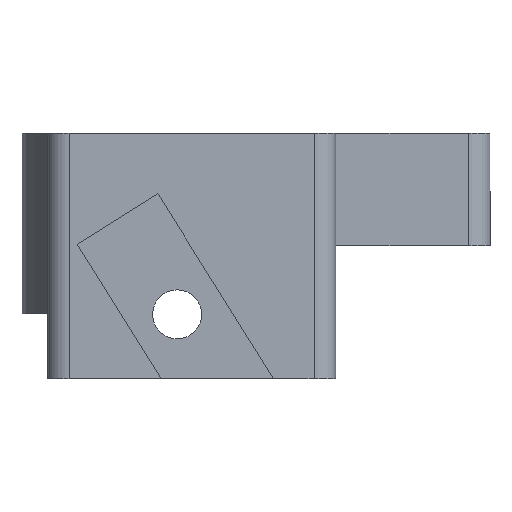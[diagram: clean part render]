
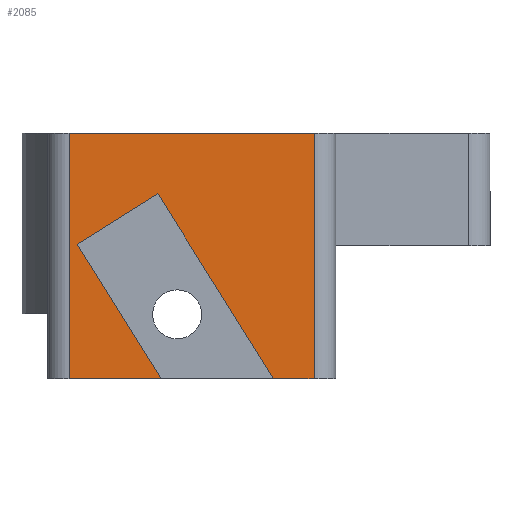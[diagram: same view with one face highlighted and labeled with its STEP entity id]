
A CAD part, left-side view. The second image highlights one B-rep face of the part: STEP entity #2085.
In plain terms, the highlighted planar face has unit normal (-1, 0, 0).
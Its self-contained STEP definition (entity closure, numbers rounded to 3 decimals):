
#11 = CARTESIAN_POINT ( 'NONE',  ( -28., 12.334, 12.812 ) ) ;
#108 = VERTEX_POINT ( 'NONE', #949 ) ;
#275 = DIRECTION ( 'NONE',  ( 0., -1., 0. ) ) ;
#283 = CARTESIAN_POINT ( 'NONE',  ( -28., 0., 0. ) ) ;
#391 = DIRECTION ( 'NONE',  ( 0., -1., 0. ) ) ;
#395 = CARTESIAN_POINT ( 'NONE',  ( -28., 0., 0. ) ) ;
#405 = VECTOR ( 'NONE', #391, 1000. ) ;
#454 = CARTESIAN_POINT ( 'NONE',  ( -28., 18.5, 17. ) ) ;
#520 = ORIENTED_EDGE ( 'NONE', *, *, #966, .F. ) ;
#527 = ORIENTED_EDGE ( 'NONE', *, *, #2490, .T. ) ;
#534 = ORIENTED_EDGE ( 'NONE', *, *, #904, .T. ) ;
#541 = ORIENTED_EDGE ( 'NONE', *, *, #2301, .F. ) ;
#546 = VERTEX_POINT ( 'NONE', #454 ) ;
#588 = LINE ( 'NONE', #395, #405 ) ;
#601 = ORIENTED_EDGE ( 'NONE', *, *, #783, .T. ) ;
#615 = ORIENTED_EDGE ( 'NONE', *, *, #1068, .F. ) ;
#623 = CARTESIAN_POINT ( 'NONE',  ( -28., 1.5, 0. ) ) ;
#624 = ORIENTED_EDGE ( 'NONE', *, *, #1118, .F. ) ;
#631 = VERTEX_POINT ( 'NONE', #623 ) ;
#691 = ORIENTED_EDGE ( 'NONE', *, *, #2422, .T. ) ;
#752 = VERTEX_POINT ( 'NONE', #1255 ) ;
#783 = EDGE_CURVE ( 'NONE', #631, #1775, #1431, .T. ) ;
#813 = FACE_OUTER_BOUND ( 'NONE', #976, .T. ) ;
#880 = VERTEX_POINT ( 'NONE', #1678 ) ;
#884 = VECTOR ( 'NONE', #275, 1000. ) ;
#887 = DIRECTION ( 'NONE',  ( 0., -1., 0. ) ) ;
#898 = CARTESIAN_POINT ( 'NONE',  ( -28., 0., 17. ) ) ;
#904 = EDGE_CURVE ( 'NONE', #546, #108, #1285, .T. ) ;
#949 = CARTESIAN_POINT ( 'NONE',  ( -28., 18.5, 0. ) ) ;
#966 = EDGE_CURVE ( 'NONE', #880, #752, #1282, .T. ) ;
#976 = EDGE_LOOP ( 'NONE', ( #691, #601, #541, #534, #527, #520, #615, #624 ) ) ;
#1068 = EDGE_CURVE ( 'NONE', #1131, #880, #1130, .T. ) ;
#1095 = VECTOR ( 'NONE', #2528, 1000. ) ;
#1102 = LINE ( 'NONE', #2310, #1095 ) ;
#1118 = EDGE_CURVE ( 'NONE', #1585, #1131, #1102, .T. ) ;
#1127 = VECTOR ( 'NONE', #2164, 1000. ) ;
#1130 = LINE ( 'NONE', #2228, #1127 ) ;
#1131 = VERTEX_POINT ( 'NONE', #11 ) ;
#1218 = VECTOR ( 'NONE', #1876, 1000. ) ;
#1255 = CARTESIAN_POINT ( 'NONE',  ( -28., 12.111, 0. ) ) ;
#1275 = VECTOR ( 'NONE', #1814, 1000. ) ;
#1282 = LINE ( 'NONE', #1870, #1218 ) ;
#1285 = LINE ( 'NONE', #1782, #1275 ) ;
#1326 = DIRECTION ( 'NONE',  ( 0., 0., 1. ) ) ;
#1373 = VECTOR ( 'NONE', #1326, 1000. ) ;
#1384 = CARTESIAN_POINT ( 'NONE',  ( -28., 1.5, 17. ) ) ;
#1431 = LINE ( 'NONE', #1384, #1373 ) ;
#1585 = VERTEX_POINT ( 'NONE', #2444 ) ;
#1649 = DIRECTION ( 'NONE',  ( 0., 0., -1. ) ) ;
#1651 = DIRECTION ( 'NONE',  ( 1., 0., 0. ) ) ;
#1653 = PLANE ( 'NONE',  #2068 ) ;
#1678 = CARTESIAN_POINT ( 'NONE',  ( -28., 17.931, 9.315 ) ) ;
#1680 = CARTESIAN_POINT ( 'NONE',  ( -28., 0., 17. ) ) ;
#1681 = VECTOR ( 'NONE', #887, 1000. ) ;
#1775 = VERTEX_POINT ( 'NONE', #2104 ) ;
#1782 = CARTESIAN_POINT ( 'NONE',  ( -28., 18.5, 17. ) ) ;
#1814 = DIRECTION ( 'NONE',  ( 0., 0., -1. ) ) ;
#1870 = CARTESIAN_POINT ( 'NONE',  ( -28., 17.931, 9.315 ) ) ;
#1876 = DIRECTION ( 'NONE',  ( 0., -0.53, -0.848 ) ) ;
#2068 = AXIS2_PLACEMENT_3D ( 'NONE', #1680, #1651, #1649 ) ;
#2080 = LINE ( 'NONE', #898, #1681 ) ;
#2085 = ADVANCED_FACE ( 'NONE', ( #813 ), #1653, .F. ) ;
#2104 = CARTESIAN_POINT ( 'NONE',  ( -28., 1.5, 17. ) ) ;
#2164 = DIRECTION ( 'NONE',  ( 0., 0.848, -0.53 ) ) ;
#2228 = CARTESIAN_POINT ( 'NONE',  ( -28., 15.133, 11.064 ) ) ;
#2301 = EDGE_CURVE ( 'NONE', #546, #1775, #2080, .T. ) ;
#2310 = CARTESIAN_POINT ( 'NONE',  ( -28., 12.334, 12.812 ) ) ;
#2422 = EDGE_CURVE ( 'NONE', #1585, #631, #588, .T. ) ;
#2444 = CARTESIAN_POINT ( 'NONE',  ( -28., 4.328, 0. ) ) ;
#2446 = LINE ( 'NONE', #283, #884 ) ;
#2490 = EDGE_CURVE ( 'NONE', #108, #752, #2446, .T. ) ;
#2528 = DIRECTION ( 'NONE',  ( 0., 0.53, 0.848 ) ) ;
